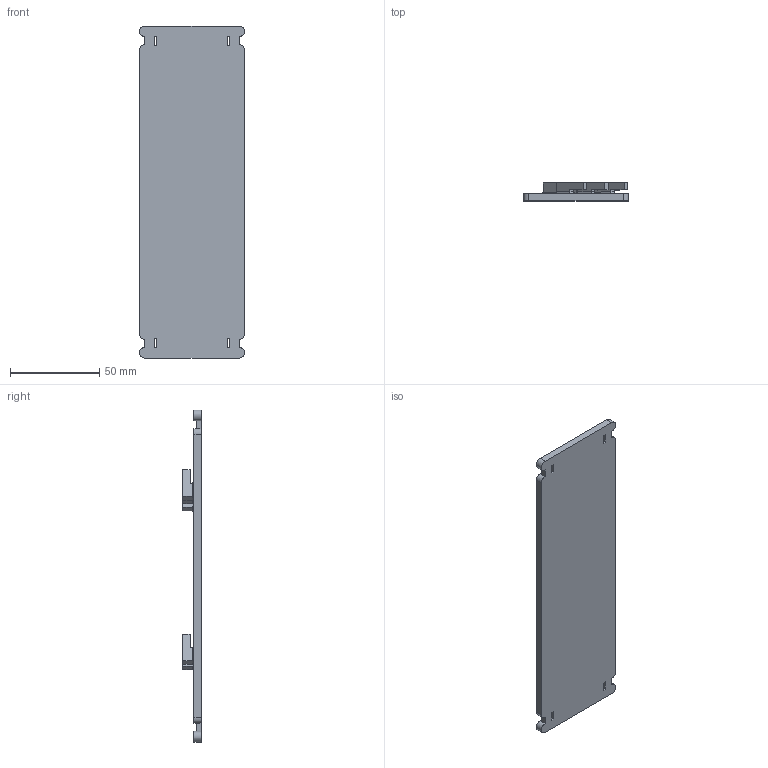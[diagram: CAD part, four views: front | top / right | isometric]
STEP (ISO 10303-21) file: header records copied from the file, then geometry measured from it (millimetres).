
FILE_DESCRIPTION((''),'2;1');
FILE_NAME('PTYPE2WITHFITTINGHOOKS180218','2018-02-18T22:29:31',('steersteer'),(''),'CREO PARAMETRIC BY PTC INC, 2017260','CREO PARAMETRIC BY PTC INC, 2017260','');
FILE_SCHEMA(('CONFIG_CONTROL_DESIGN'));
Length unit declared in the file: millimetre
Products named in the file (1): PTYPE2WITHFITTINGHOOKS180218
Bounding box: 59 x 10.2 x 186 mm (x, y, z)
Volume: 44852.7 mm3; surface area: 25923.8 mm2
Topology: 1 solids, 1 shells, 124 faces, 328 edges, 208 vertices
Faces by surface type: plane 88, cylinder 36
Entity records: 3914 total; most frequent: CARTESIAN_POINT 828, ORIENTED_EDGE 656, DIRECTION 576, EDGE_CURVE 328, VECTOR 280, LINE 280, VERTEX_POINT 208, AXIS2_PLACEMENT_3D 148
